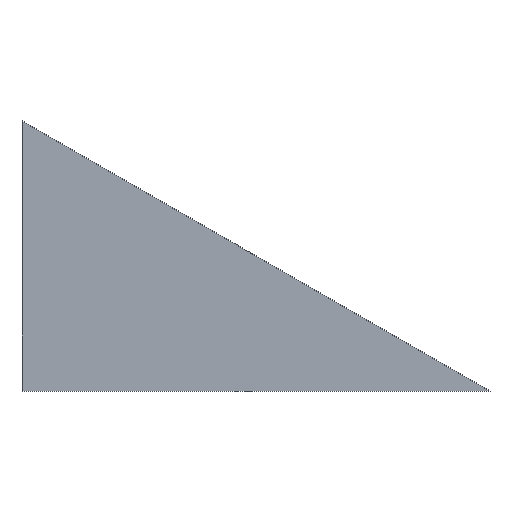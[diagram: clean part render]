
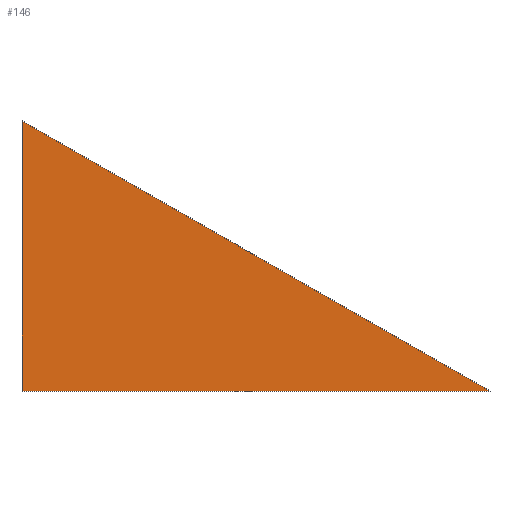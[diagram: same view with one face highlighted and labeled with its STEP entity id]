
A CAD part, top view. The second image highlights one B-rep face of the part: STEP entity #146.
In plain terms, the highlighted planar face has unit normal (0, 0, 1).
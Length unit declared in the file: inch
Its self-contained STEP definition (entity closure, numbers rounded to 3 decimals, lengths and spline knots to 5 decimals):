
#20=PLANE('',#179);
#31=FACE_OUTER_BOUND('',#42,.T.);
#42=EDGE_LOOP('',(#131,#132,#133));
#50=LINE('',#248,#63);
#53=LINE('',#254,#66);
#56=LINE('',#258,#69);
#63=VECTOR('',#207,0.3937);
#66=VECTOR('',#212,0.3937);
#69=VECTOR('',#217,0.3937);
#82=VERTEX_POINT('',#245);
#83=VERTEX_POINT('',#247);
#85=VERTEX_POINT('',#253);
#96=EDGE_CURVE('',#83,#82,#50,.T.);
#99=EDGE_CURVE('',#85,#83,#53,.T.);
#102=EDGE_CURVE('',#82,#85,#56,.T.);
#131=ORIENTED_EDGE('',*,*,#102,.T.);
#132=ORIENTED_EDGE('',*,*,#99,.T.);
#133=ORIENTED_EDGE('',*,*,#96,.T.);
#146=ADVANCED_FACE('',(#31),#20,.T.);
#179=AXIS2_PLACEMENT_3D('',#259,#218,#219);
#207=DIRECTION('',(1.,0.,0.));
#212=DIRECTION('',(0.,-1.,0.));
#217=DIRECTION('',(-0.866,0.5,0.));
#218=DIRECTION('center_axis',(0.,0.,1.));
#219=DIRECTION('ref_axis',(1.,0.,0.));
#245=CARTESIAN_POINT('',(1.73205,0.,0.25));
#247=CARTESIAN_POINT('',(0.,0.,0.25));
#248=CARTESIAN_POINT('',(0.,0.,0.25));
#253=CARTESIAN_POINT('',(0.,1.,0.25));
#254=CARTESIAN_POINT('',(0.,1.,0.25));
#258=CARTESIAN_POINT('',(1.73205,0.,0.25));
#259=CARTESIAN_POINT('Origin',(0.86603,0.5,0.25));
